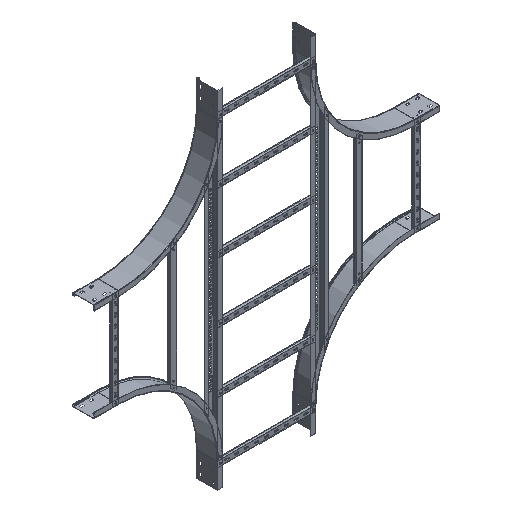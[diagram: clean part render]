
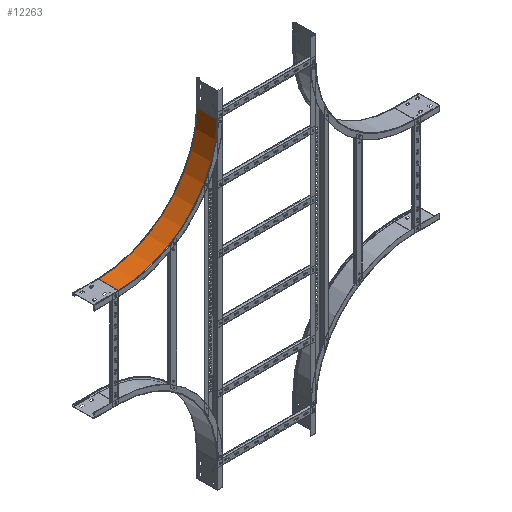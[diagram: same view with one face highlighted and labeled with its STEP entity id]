
A CAD part, isometric view. The second image highlights one B-rep face of the part: STEP entity #12263.
In plain terms, the highlighted cylindrical face has radius 500 mm (diameter 1000 mm), a partial arc.
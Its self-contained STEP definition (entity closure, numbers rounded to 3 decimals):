
#2451 = VERTEX_POINT ( 'NONE', #32341 ) ;
#3222 = CARTESIAN_POINT ( 'NONE',  ( 500., 104., 0. ) ) ;
#4616 = CARTESIAN_POINT ( 'NONE',  ( 146.447, 104., 353.553 ) ) ;
#5135 = CIRCLE ( 'NONE', #9639, 500. ) ;
#5787 = CYLINDRICAL_SURFACE ( 'NONE', #14549, 500. ) ;
#6002 = VERTEX_POINT ( 'NONE', #22703 ) ;
#6067 = DIRECTION ( 'NONE',  ( 0., -1., 0. ) ) ;
#6506 = CIRCLE ( 'NONE', #23915, 500. ) ;
#6667 = DIRECTION ( 'NONE',  ( 0., -1., 0. ) ) ;
#7372 = DIRECTION ( 'NONE',  ( 0., 1., 0. ) ) ;
#9639 = AXIS2_PLACEMENT_3D ( 'NONE', #17084, #21333, #10150 ) ;
#10150 = DIRECTION ( 'NONE',  ( -0.707, 0., 0.707 ) ) ;
#12263 = ADVANCED_FACE ( 'NONE', ( #33783 ), #5787, .F. ) ;
#14549 = AXIS2_PLACEMENT_3D ( 'NONE', #20306, #6667, #18025 ) ;
#15189 = EDGE_CURVE ( 'NONE', #2451, #17273, #31410, .T. ) ;
#15544 = CARTESIAN_POINT ( 'NONE',  ( 146.447, 2.5, 353.553 ) ) ;
#15996 = EDGE_CURVE ( 'NONE', #6002, #2451, #5135, .T. ) ;
#17084 = CARTESIAN_POINT ( 'NONE',  ( 500., 2.5, 0. ) ) ;
#17273 = VERTEX_POINT ( 'NONE', #18821 ) ;
#18025 = DIRECTION ( 'NONE',  ( 0., 0., -1. ) ) ;
#18821 = CARTESIAN_POINT ( 'NONE',  ( 146.447, 104., -353.553 ) ) ;
#18992 = VERTEX_POINT ( 'NONE', #4616 ) ;
#19056 = VECTOR ( 'NONE', #7372, 1000. ) ;
#20306 = CARTESIAN_POINT ( 'NONE',  ( 500., 0., 0. ) ) ;
#20849 = EDGE_LOOP ( 'NONE', ( #25503, #25838, #32985, #31240 ) ) ;
#21333 = DIRECTION ( 'NONE',  ( 0., -1., 0. ) ) ;
#22703 = CARTESIAN_POINT ( 'NONE',  ( 146.447, 2.5, 353.553 ) ) ;
#23915 = AXIS2_PLACEMENT_3D ( 'NONE', #3222, #6067, #28516 ) ;
#23960 = LINE ( 'NONE', #15544, #19056 ) ;
#25503 = ORIENTED_EDGE ( 'NONE', *, *, #33491, .F. ) ;
#25613 = VECTOR ( 'NONE', #30231, 1000. ) ;
#25838 = ORIENTED_EDGE ( 'NONE', *, *, #29315, .F. ) ;
#28516 = DIRECTION ( 'NONE',  ( -0.707, 0., 0.707 ) ) ;
#29315 = EDGE_CURVE ( 'NONE', #6002, #18992, #23960, .T. ) ;
#30231 = DIRECTION ( 'NONE',  ( 0., 1., 0. ) ) ;
#31240 = ORIENTED_EDGE ( 'NONE', *, *, #15189, .T. ) ;
#31410 = LINE ( 'NONE', #35820, #25613 ) ;
#32341 = CARTESIAN_POINT ( 'NONE',  ( 146.447, 2.5, -353.553 ) ) ;
#32985 = ORIENTED_EDGE ( 'NONE', *, *, #15996, .T. ) ;
#33491 = EDGE_CURVE ( 'NONE', #18992, #17273, #6506, .T. ) ;
#33783 = FACE_OUTER_BOUND ( 'NONE', #20849, .T. ) ;
#35820 = CARTESIAN_POINT ( 'NONE',  ( 146.447, 2.5, -353.553 ) ) ;
